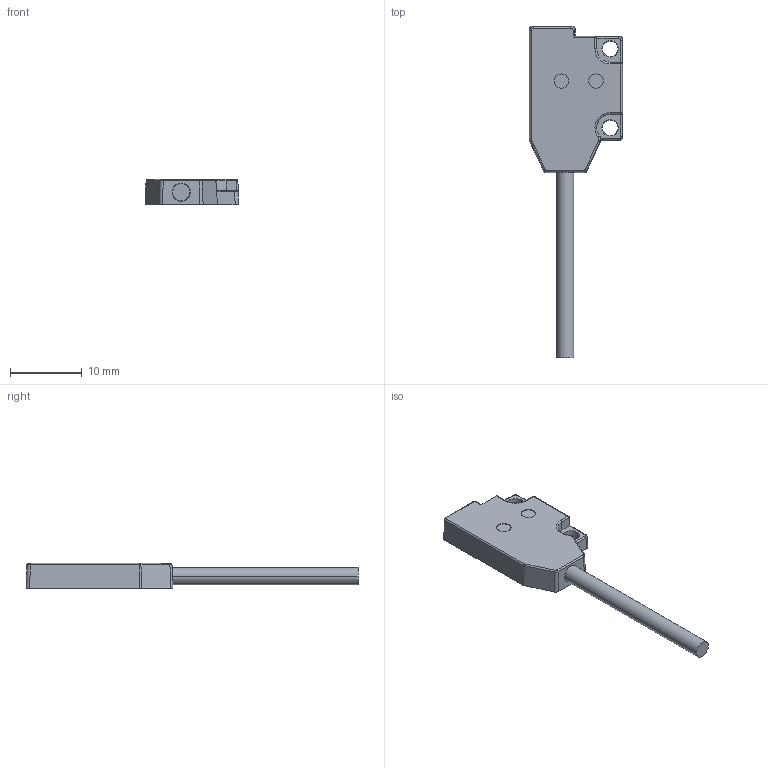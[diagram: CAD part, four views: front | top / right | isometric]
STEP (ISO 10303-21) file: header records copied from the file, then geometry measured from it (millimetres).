
FILE_DESCRIPTION((''),'2;1');
FILE_NAME('0001','2022-07-25T10:21:53',('Designer'),(''),'CREO PARAMETRIC BY PTC INC, 2022014','CREO PARAMETRIC BY PTC INC, 2022014','');
FILE_SCHEMA(('CONFIG_CONTROL_DESIGN'));
Length unit declared in the file: millimetre
Products named in the file (1): 0001
Bounding box: 13.01 x 46.24 x 3.5 mm (x, y, z)
Volume: 864 mm3; surface area: 1040.1 mm2
Topology: 1 solids, 1 shells, 72 faces, 180 edges, 112 vertices
Faces by surface type: cylinder 32, plane 21, torus 10, cone 7, sphere 2
Entity records: 2276 total; most frequent: CARTESIAN_POINT 525, DIRECTION 357, ORIENTED_EDGE 356, EDGE_CURVE 178, AXIS2_PLACEMENT_3D 137, VERTEX_POINT 112, VECTOR 83, LINE 83
